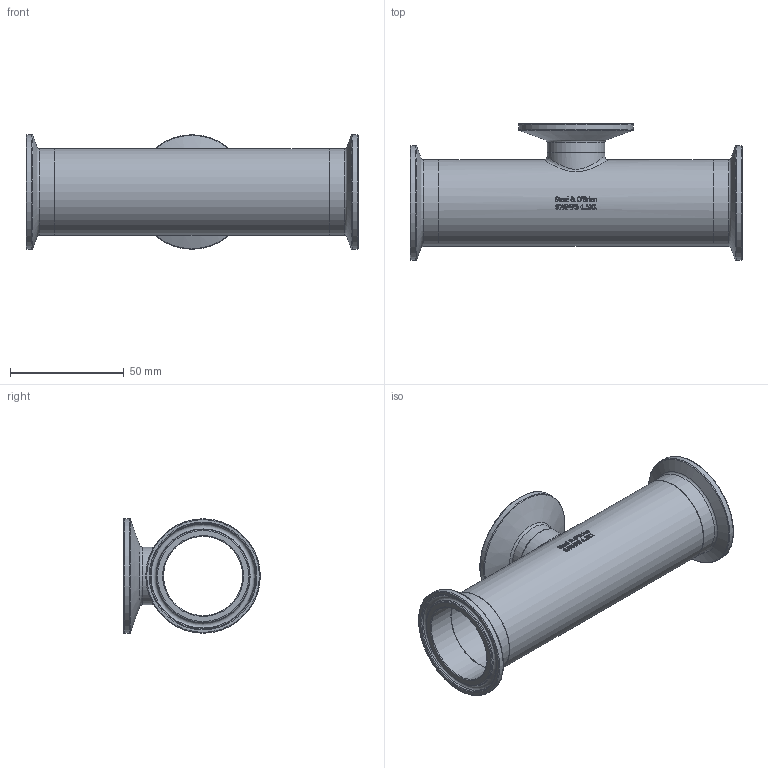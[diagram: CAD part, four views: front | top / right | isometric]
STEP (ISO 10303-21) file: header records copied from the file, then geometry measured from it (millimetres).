
FILE_DESCRIPTION(/* description */ (''),/* implementation_level */ '2;1');
FILE_NAME(/* name */ 'S7RMPS-1.5X1.stp',/* time_stamp */ '2018-11-30T08:34:01-05:00',/* author */ ('ken'),/* organization */ (''),/* preprocessor_version */ 'ST-DEVELOPER v15.2',/* originating_system */ 'Autodesk Inventor 2014',/* authorisation */ '');
FILE_SCHEMA (('AUTOMOTIVE_DESIGN { 1 0 10303 214 3 1 1 }'));
Length unit declared in the file: inch
Products named in the file (1): S7RMPS-1.5X1
Bounding box: 146.05 x 60.12 x 50.39 mm (x, y, z)
Volume: 41680.6 mm3; surface area: 42501.7 mm2
Topology: 1 solids, 1 shells, 453 faces, 1183 edges, 777 vertices
Faces by surface type: plane 186, bspline 182, cylinder 49, torus 27, cone 9
Full cylindrical faces by diameter (mm): 22.098 x2, 25.4 x2, 34.798 x3, 38.1 x3, 50.394 x3
Entity records: 17357 total; most frequent: CARTESIAN_POINT 7336, ORIENTED_EDGE 2258, DIRECTION 1551, EDGE_CURVE 1129, VERTEX_POINT 773, EDGE_LOOP 552, LINE 521, VECTOR 521
